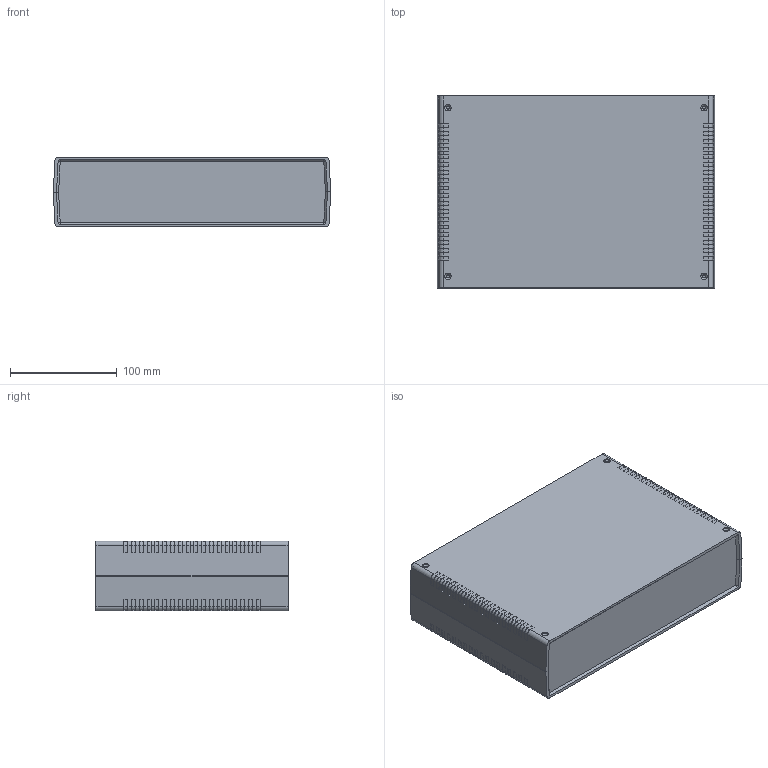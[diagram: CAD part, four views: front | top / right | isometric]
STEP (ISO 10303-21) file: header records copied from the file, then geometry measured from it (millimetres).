
FILE_DESCRIPTION (( 'STEP AP214' ), '1' );
FILE_NAME ('G758.STEP', '2011-02-09T02:24:09', ( 'NEF User' ), ( 'NEF User' ), 'SwSTEP 2.0', 'SolidWorks 2010', '' );
FILE_SCHEMA (( 'AUTOMOTIVE_DESIGN' ));
Length unit declared in the file: millimetre
Products named in the file (1): G758
Bounding box: 260 x 180 x 65.5 mm (x, y, z)
Volume: 406893.8 mm3; surface area: 319804.8 mm2
Topology: 4 solids, 4 shells, 1108 faces, 3074 edges, 2022 vertices
Faces by surface type: plane 794, cylinder 240, cone 74
Entity records: 35253 total; most frequent: CARTESIAN_POINT 6265, ORIENTED_EDGE 6148, DIRECTION 5892, EDGE_CURVE 3074, VECTOR 2422, LINE 2422, VERTEX_POINT 2022, AXIS2_PLACEMENT_3D 1735
